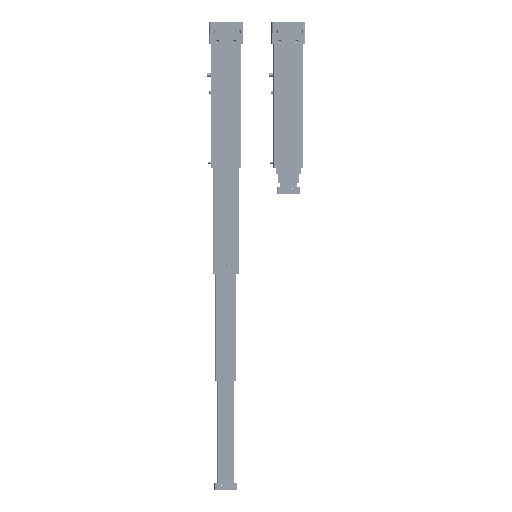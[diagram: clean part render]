
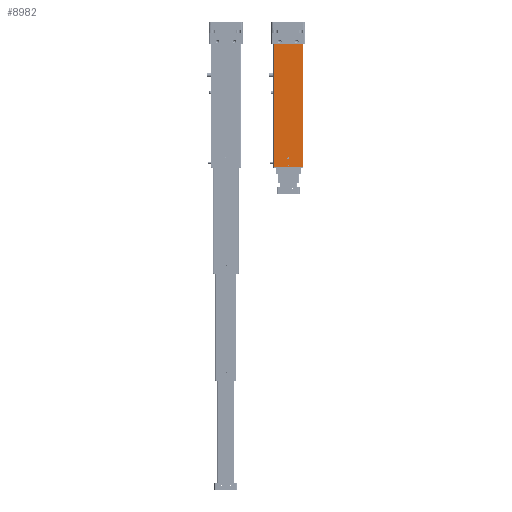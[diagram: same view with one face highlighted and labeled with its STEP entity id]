
A CAD part, left-side view. The second image highlights one B-rep face of the part: STEP entity #8982.
In plain terms, the highlighted planar face has unit normal (-1, 0, 0).
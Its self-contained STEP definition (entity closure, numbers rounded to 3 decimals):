
#755 = VERTEX_POINT ( 'NONE', #25052 ) ;
#2391 = EDGE_CURVE ( 'NONE', #755, #89409, #40977, .T. ) ;
#2688 = DIRECTION ( 'NONE',  ( 0., 0., 1. ) ) ;
#4403 = EDGE_CURVE ( 'NONE', #88715, #87712, #5666, .T. ) ;
#4441 = ORIENTED_EDGE ( 'NONE', *, *, #66672, .T. ) ;
#4987 = ORIENTED_EDGE ( 'NONE', *, *, #23560, .F. ) ;
#5666 = CIRCLE ( 'NONE', #115568, 2. ) ;
#8982 = ADVANCED_FACE ( 'NONE', ( #30107, #142317, #105419, #156166, #16978 ), #17772, .F. ) ;
#12053 = EDGE_CURVE ( 'NONE', #144042, #97666, #130989, .T. ) ;
#12407 = VERTEX_POINT ( 'NONE', #50062 ) ;
#15481 = VECTOR ( 'NONE', #28695, 1000. ) ;
#16087 = CARTESIAN_POINT ( 'NONE',  ( -37.017, -14.984, 278. ) ) ;
#16884 = ORIENTED_EDGE ( 'NONE', *, *, #12053, .F. ) ;
#16978 = FACE_OUTER_BOUND ( 'NONE', #35370, .T. ) ;
#17772 = PLANE ( 'NONE',  #37459 ) ;
#23560 = EDGE_CURVE ( 'NONE', #67376, #142712, #49607, .T. ) ;
#23777 = VECTOR ( 'NONE', #32667, 1000. ) ;
#25052 = CARTESIAN_POINT ( 'NONE',  ( -37.017, -34.984, 556.2 ) ) ;
#25090 = ORIENTED_EDGE ( 'NONE', *, *, #95990, .F. ) ;
#25447 = LINE ( 'NONE', #40961, #15481 ) ;
#25592 = ORIENTED_EDGE ( 'NONE', *, *, #76063, .F. ) ;
#26161 = VECTOR ( 'NONE', #81573, 1000. ) ;
#26740 = EDGE_LOOP ( 'NONE', ( #99793, #25090 ) ) ;
#27523 = ORIENTED_EDGE ( 'NONE', *, *, #87023, .T. ) ;
#27614 = DIRECTION ( 'NONE',  ( 0., 0., 1. ) ) ;
#28695 = DIRECTION ( 'NONE',  ( 0., 0., -1. ) ) ;
#29029 = CARTESIAN_POINT ( 'NONE',  ( -37.017, -14.984, 261.75 ) ) ;
#30107 = FACE_BOUND ( 'NONE', #138944, .T. ) ;
#30291 = DIRECTION ( 'NONE',  ( 0., 0., 1. ) ) ;
#31831 = DIRECTION ( 'NONE',  ( 0., 0., 1. ) ) ;
#32498 = DIRECTION ( 'NONE',  ( 0., 0., -1. ) ) ;
#32667 = DIRECTION ( 'NONE',  ( 0., -1., 0. ) ) ;
#35370 = EDGE_LOOP ( 'NONE', ( #53951, #4441, #146035, #27523 ) ) ;
#36904 = DIRECTION ( 'NONE',  ( 0., 0., 1. ) ) ;
#37459 = AXIS2_PLACEMENT_3D ( 'NONE', #91509, #144710, #32498 ) ;
#40686 = DIRECTION ( 'NONE',  ( -1., 0., 0. ) ) ;
#40961 = CARTESIAN_POINT ( 'NONE',  ( -37.017, 19.016, 558. ) ) ;
#40977 = CIRCLE ( 'NONE', #80274, 2. ) ;
#41653 = CARTESIAN_POINT ( 'NONE',  ( -37.017, -34.984, 554.2 ) ) ;
#43263 = VERTEX_POINT ( 'NONE', #83329 ) ;
#44702 = LINE ( 'NONE', #82368, #26161 ) ;
#45460 = CARTESIAN_POINT ( 'NONE',  ( -37.017, -34.984, 552.2 ) ) ;
#48356 = CARTESIAN_POINT ( 'NONE',  ( -37.017, 19.016, 258. ) ) ;
#49205 = CARTESIAN_POINT ( 'NONE',  ( -37.017, -34.984, 554.2 ) ) ;
#49252 = CARTESIAN_POINT ( 'NONE',  ( -37.017, 5.016, 556.2 ) ) ;
#49607 = CIRCLE ( 'NONE', #120108, 1.25 ) ;
#50062 = CARTESIAN_POINT ( 'NONE',  ( -37.017, 19.016, 558. ) ) ;
#52378 = VECTOR ( 'NONE', #31831, 1000. ) ;
#53505 = DIRECTION ( 'NONE',  ( -1., 0., 0. ) ) ;
#53951 = ORIENTED_EDGE ( 'NONE', *, *, #129468, .T. ) ;
#57797 = ORIENTED_EDGE ( 'NONE', *, *, #67948, .F. ) ;
#58822 = LINE ( 'NONE', #121873, #23777 ) ;
#59741 = AXIS2_PLACEMENT_3D ( 'NONE', #16087, #40686, #27614 ) ;
#60294 = DIRECTION ( 'NONE',  ( 0., 0., 1. ) ) ;
#65328 = ORIENTED_EDGE ( 'NONE', *, *, #4403, .F. ) ;
#66625 = DIRECTION ( 'NONE',  ( 0., 0., 1. ) ) ;
#66672 = EDGE_CURVE ( 'NONE', #43263, #106704, #91030, .T. ) ;
#67376 = VERTEX_POINT ( 'NONE', #29029 ) ;
#67948 = EDGE_CURVE ( 'NONE', #87712, #88715, #73598, .T. ) ;
#72091 = CIRCLE ( 'NONE', #82669, 1.25 ) ;
#73411 = AXIS2_PLACEMENT_3D ( 'NONE', #115745, #53505, #2688 ) ;
#73598 = CIRCLE ( 'NONE', #123331, 2. ) ;
#76063 = EDGE_CURVE ( 'NONE', #142712, #67376, #72091, .T. ) ;
#80274 = AXIS2_PLACEMENT_3D ( 'NONE', #41653, #91588, #116990 ) ;
#81359 = CARTESIAN_POINT ( 'NONE',  ( -37.017, 5.016, 554.2 ) ) ;
#81573 = DIRECTION ( 'NONE',  ( 0., -1., 0. ) ) ;
#82368 = CARTESIAN_POINT ( 'NONE',  ( -37.017, -49.984, 558. ) ) ;
#82669 = AXIS2_PLACEMENT_3D ( 'NONE', #95571, #134070, #60294 ) ;
#83329 = CARTESIAN_POINT ( 'NONE',  ( -37.017, -48.984, 258. ) ) ;
#87023 = EDGE_CURVE ( 'NONE', #12407, #117465, #25447, .T. ) ;
#87627 = CARTESIAN_POINT ( 'NONE',  ( -37.017, 5.016, 554.2 ) ) ;
#87712 = VERTEX_POINT ( 'NONE', #157783 ) ;
#88429 = DIRECTION ( 'NONE',  ( -1., 0., 0. ) ) ;
#88715 = VERTEX_POINT ( 'NONE', #49252 ) ;
#89409 = VERTEX_POINT ( 'NONE', #45460 ) ;
#91030 = LINE ( 'NONE', #94039, #52378 ) ;
#91509 = CARTESIAN_POINT ( 'NONE',  ( -37.017, -49.984, 558. ) ) ;
#91588 = DIRECTION ( 'NONE',  ( -1., 0., 0. ) ) ;
#94039 = CARTESIAN_POINT ( 'NONE',  ( -37.017, -48.984, 558. ) ) ;
#94411 = ORIENTED_EDGE ( 'NONE', *, *, #154378, .F. ) ;
#95571 = CARTESIAN_POINT ( 'NONE',  ( -37.017, -14.984, 260.5 ) ) ;
#95990 = EDGE_CURVE ( 'NONE', #89409, #755, #118741, .T. ) ;
#97666 = VERTEX_POINT ( 'NONE', #138299 ) ;
#99793 = ORIENTED_EDGE ( 'NONE', *, *, #2391, .F. ) ;
#101887 = CARTESIAN_POINT ( 'NONE',  ( -37.017, -14.984, 259.25 ) ) ;
#105419 = FACE_BOUND ( 'NONE', #26740, .T. ) ;
#106704 = VERTEX_POINT ( 'NONE', #109663 ) ;
#109663 = CARTESIAN_POINT ( 'NONE',  ( -37.017, -48.984, 558. ) ) ;
#110592 = DIRECTION ( 'NONE',  ( 0., 0., 1. ) ) ;
#115457 = CARTESIAN_POINT ( 'NONE',  ( -37.017, -14.984, 260.5 ) ) ;
#115568 = AXIS2_PLACEMENT_3D ( 'NONE', #81359, #128101, #66625 ) ;
#115745 = CARTESIAN_POINT ( 'NONE',  ( -37.017, -14.984, 278. ) ) ;
#116990 = DIRECTION ( 'NONE',  ( 0., 0., 1. ) ) ;
#117465 = VERTEX_POINT ( 'NONE', #48356 ) ;
#118741 = CIRCLE ( 'NONE', #121318, 2. ) ;
#120108 = AXIS2_PLACEMENT_3D ( 'NONE', #115457, #142508, #30291 ) ;
#120488 = DIRECTION ( 'NONE',  ( -1., 0., 0. ) ) ;
#121318 = AXIS2_PLACEMENT_3D ( 'NONE', #49205, #120488, #36904 ) ;
#121873 = CARTESIAN_POINT ( 'NONE',  ( -37.017, -49.984, 258. ) ) ;
#123331 = AXIS2_PLACEMENT_3D ( 'NONE', #87627, #88429, #110592 ) ;
#128101 = DIRECTION ( 'NONE',  ( -1., 0., 0. ) ) ;
#129468 = EDGE_CURVE ( 'NONE', #117465, #43263, #58822, .T. ) ;
#130989 = CIRCLE ( 'NONE', #73411, 2.5 ) ;
#134070 = DIRECTION ( 'NONE',  ( -1., 0., 0. ) ) ;
#137141 = EDGE_CURVE ( 'NONE', #12407, #106704, #44702, .T. ) ;
#138299 = CARTESIAN_POINT ( 'NONE',  ( -37.017, -14.984, 275.5 ) ) ;
#138944 = EDGE_LOOP ( 'NONE', ( #4987, #25592 ) ) ;
#142317 = FACE_BOUND ( 'NONE', #160821, .T. ) ;
#142508 = DIRECTION ( 'NONE',  ( -1., 0., 0. ) ) ;
#142712 = VERTEX_POINT ( 'NONE', #101887 ) ;
#144042 = VERTEX_POINT ( 'NONE', #151999 ) ;
#144710 = DIRECTION ( 'NONE',  ( 1., 0., 0. ) ) ;
#146035 = ORIENTED_EDGE ( 'NONE', *, *, #137141, .F. ) ;
#148744 = EDGE_LOOP ( 'NONE', ( #16884, #94411 ) ) ;
#151999 = CARTESIAN_POINT ( 'NONE',  ( -37.017, -14.984, 280.5 ) ) ;
#154378 = EDGE_CURVE ( 'NONE', #97666, #144042, #159124, .T. ) ;
#156166 = FACE_BOUND ( 'NONE', #148744, .T. ) ;
#157783 = CARTESIAN_POINT ( 'NONE',  ( -37.017, 5.016, 552.2 ) ) ;
#159124 = CIRCLE ( 'NONE', #59741, 2.5 ) ;
#160821 = EDGE_LOOP ( 'NONE', ( #65328, #57797 ) ) ;
